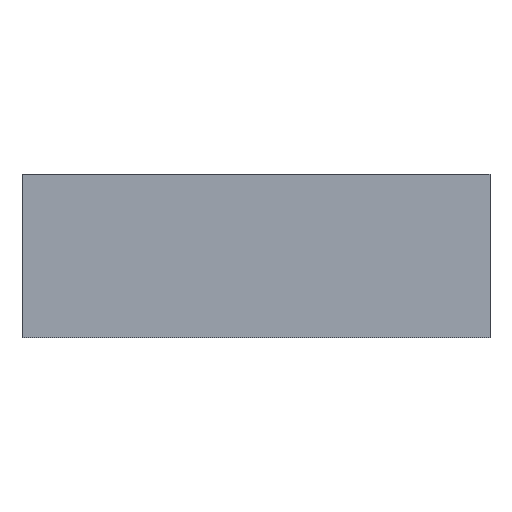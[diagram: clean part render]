
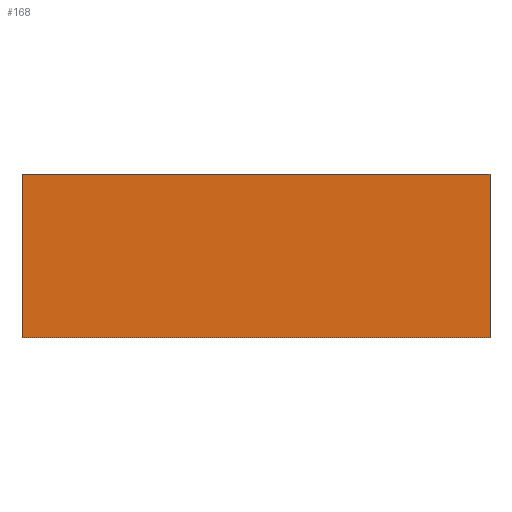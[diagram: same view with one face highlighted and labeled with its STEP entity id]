
A CAD part, top view. The second image highlights one B-rep face of the part: STEP entity #168.
In plain terms, the highlighted planar face has unit normal (0, 0, 1).
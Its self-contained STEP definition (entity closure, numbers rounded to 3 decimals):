
#155=AXIS2_PLACEMENT_3D('Plane Axis2P3D',#152,#153,#154) ;
#44=CARTESIAN_POINT('Vertex',(20.,0.,0.13)) ;
#58=CARTESIAN_POINT('Vertex',(20.,7.,0.13)) ;
#61=CARTESIAN_POINT('Line Origine',(20.,3.5,0.13)) ;
#84=CARTESIAN_POINT('Vertex',(0.,0.,0.13)) ;
#92=CARTESIAN_POINT('Line Origine',(10.,0.,0.13)) ;
#137=CARTESIAN_POINT('Vertex',(0.,7.,0.13)) ;
#140=CARTESIAN_POINT('Line Origine',(10.,7.,0.13)) ;
#152=CARTESIAN_POINT('Axis2P3D Location',(10.,3.5,0.13)) ;
#157=CARTESIAN_POINT('Line Origine',(0.,3.5,0.13)) ;
#62=DIRECTION('Vector Direction',(0.,1.,0.)) ;
#93=DIRECTION('Vector Direction',(-1.,0.,0.)) ;
#141=DIRECTION('Vector Direction',(1.,0.,0.)) ;
#153=DIRECTION('Axis2P3D Direction',(0.,0.,1.)) ;
#154=DIRECTION('Axis2P3D XDirection',(-1.,0.,0.)) ;
#158=DIRECTION('Vector Direction',(0.,-1.,0.)) ;
#63=VECTOR('Line Direction',#62,1.) ;
#94=VECTOR('Line Direction',#93,1.) ;
#142=VECTOR('Line Direction',#141,1.) ;
#159=VECTOR('Line Direction',#158,1.) ;
#163=ORIENTED_EDGE('',*,*,#65,.T.) ;
#164=ORIENTED_EDGE('',*,*,#144,.T.) ;
#165=ORIENTED_EDGE('',*,*,#161,.T.) ;
#166=ORIENTED_EDGE('',*,*,#96,.T.) ;
#168=ADVANCED_FACE('S3D gedreht',(#167),#156,.T.) ;
#65=EDGE_CURVE('',#45,#59,#64,.T.) ;
#96=EDGE_CURVE('',#85,#45,#95,.F.) ;
#144=EDGE_CURVE('',#59,#138,#143,.F.) ;
#161=EDGE_CURVE('',#138,#85,#160,.T.) ;
#162=EDGE_LOOP('',(#163,#164,#165,#166)) ;
#167=FACE_OUTER_BOUND('',#162,.T.) ;
#64=LINE('Line',#61,#63) ;
#95=LINE('Line',#92,#94) ;
#143=LINE('Line',#140,#142) ;
#160=LINE('Line',#157,#159) ;
#156=PLANE('',#155) ;
#45=VERTEX_POINT('',#44) ;
#59=VERTEX_POINT('',#58) ;
#85=VERTEX_POINT('',#84) ;
#138=VERTEX_POINT('',#137) ;
